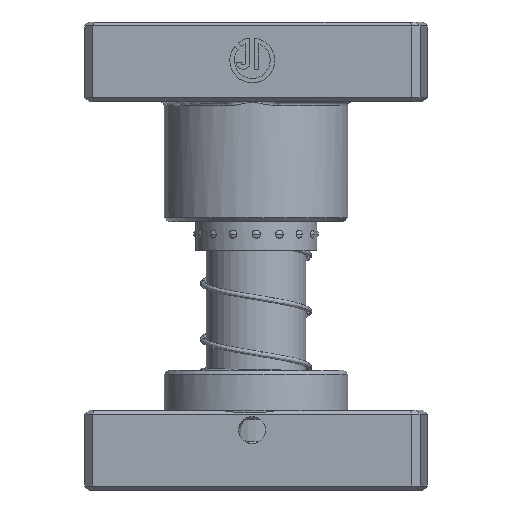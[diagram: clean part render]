
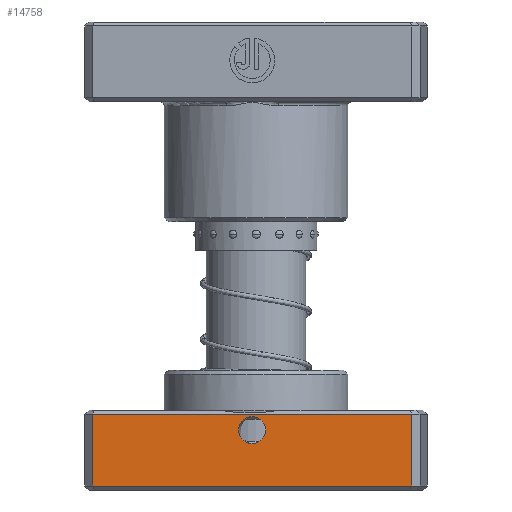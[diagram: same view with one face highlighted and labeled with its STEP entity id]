
A CAD part, front view. The second image highlights one B-rep face of the part: STEP entity #14758.
In plain terms, the highlighted face is planar.
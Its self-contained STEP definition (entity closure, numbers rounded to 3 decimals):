
#397 = VERTEX_POINT ( 'NONE', #1186 ) ;
#885 = EDGE_CURVE ( 'NONE', #33376, #397, #5736, .T. ) ;
#1186 = CARTESIAN_POINT ( 'NONE',  ( 40., -24., 1. ) ) ;
#1594 = EDGE_CURVE ( 'NONE', #22362, #9944, #23669, .T. ) ;
#1874 = EDGE_CURVE ( 'NONE', #9944, #397, #18114, .T. ) ;
#1935 = EDGE_CURVE ( 'NONE', #33376, #22362, #33703, .T. ) ;
#2537 = CARTESIAN_POINT ( 'NONE',  ( -40., -24., 20. ) ) ;
#4722 = DIRECTION ( 'NONE',  ( 0., -1., 0. ) ) ;
#4784 = CARTESIAN_POINT ( 'NONE',  ( -40., -24., 1. ) ) ;
#5104 = CARTESIAN_POINT ( 'NONE',  ( 0., -24., 18.4 ) ) ;
#5202 = AXIS2_PLACEMENT_3D ( 'NONE', #22366, #4722, #25315 ) ;
#5561 = EDGE_CURVE ( 'NONE', #14310, #31300, #36651, .T. ) ;
#5736 = LINE ( 'NONE', #9300, #17761 ) ;
#7091 = DIRECTION ( 'NONE',  ( 0., -1., 0. ) ) ;
#8484 = AXIS2_PLACEMENT_3D ( 'NONE', #24769, #7091, #27692 ) ;
#9300 = CARTESIAN_POINT ( 'NONE',  ( 40., -24., 20. ) ) ;
#9944 = VERTEX_POINT ( 'NONE', #4784 ) ;
#12444 = FACE_OUTER_BOUND ( 'NONE', #31379, .T. ) ;
#12845 = DIRECTION ( 'NONE',  ( 0., 0., 1. ) ) ;
#14310 = VERTEX_POINT ( 'NONE', #36537 ) ;
#14758 = ADVANCED_FACE ( 'NONE', ( #34962, #12444 ), #30327, .F. ) ;
#14827 = CARTESIAN_POINT ( 'NONE',  ( -40., -24., 19. ) ) ;
#15759 = ORIENTED_EDGE ( 'NONE', *, *, #5561, .F. ) ;
#15826 = VECTOR ( 'NONE', #20693, 1000. ) ;
#17184 = VECTOR ( 'NONE', #17797, 1000. ) ;
#17761 = VECTOR ( 'NONE', #32955, 1000. ) ;
#17782 = ORIENTED_EDGE ( 'NONE', *, *, #1874, .T. ) ;
#17797 = DIRECTION ( 'NONE',  ( -1., 0., 0. ) ) ;
#18047 = CARTESIAN_POINT ( 'NONE',  ( -40., -24., 19. ) ) ;
#18114 = LINE ( 'NONE', #25813, #25903 ) ;
#19318 = EDGE_CURVE ( 'NONE', #31300, #14310, #35970, .T. ) ;
#20693 = DIRECTION ( 'NONE',  ( 0., 0., -1. ) ) ;
#21360 = CARTESIAN_POINT ( 'NONE',  ( -40., -24., 20. ) ) ;
#22362 = VERTEX_POINT ( 'NONE', #18047 ) ;
#22366 = CARTESIAN_POINT ( 'NONE',  ( 0., -24., 15. ) ) ;
#23669 = LINE ( 'NONE', #2537, #15826 ) ;
#24011 = ORIENTED_EDGE ( 'NONE', *, *, #1935, .T. ) ;
#24173 = ORIENTED_EDGE ( 'NONE', *, *, #1594, .T. ) ;
#24483 = ORIENTED_EDGE ( 'NONE', *, *, #885, .F. ) ;
#24769 = CARTESIAN_POINT ( 'NONE',  ( 0., -24., 15. ) ) ;
#25315 = DIRECTION ( 'NONE',  ( 0., 0., -1. ) ) ;
#25813 = CARTESIAN_POINT ( 'NONE',  ( -40., -24., 1. ) ) ;
#25903 = VECTOR ( 'NONE', #28750, 1000. ) ;
#26342 = ORIENTED_EDGE ( 'NONE', *, *, #19318, .F. ) ;
#27692 = DIRECTION ( 'NONE',  ( 0., 0., -1. ) ) ;
#28750 = DIRECTION ( 'NONE',  ( 1., 0., 0. ) ) ;
#29756 = CARTESIAN_POINT ( 'NONE',  ( 40., -24., 19. ) ) ;
#30327 = PLANE ( 'NONE',  #34771 ) ;
#30453 = DIRECTION ( 'NONE',  ( 0., 1., 0. ) ) ;
#31300 = VERTEX_POINT ( 'NONE', #5104 ) ;
#31379 = EDGE_LOOP ( 'NONE', ( #24173, #17782, #24483, #24011 ) ) ;
#32955 = DIRECTION ( 'NONE',  ( 0., 0., -1. ) ) ;
#33376 = VERTEX_POINT ( 'NONE', #29756 ) ;
#33703 = LINE ( 'NONE', #14827, #17184 ) ;
#34771 = AXIS2_PLACEMENT_3D ( 'NONE', #21360, #30453, #12845 ) ;
#34962 = FACE_BOUND ( 'NONE', #37936, .T. ) ;
#35970 = CIRCLE ( 'NONE', #8484, 3.4 ) ;
#36537 = CARTESIAN_POINT ( 'NONE',  ( 0., -24., 11.6 ) ) ;
#36651 = CIRCLE ( 'NONE', #5202, 3.4 ) ;
#37936 = EDGE_LOOP ( 'NONE', ( #15759, #26342 ) ) ;
